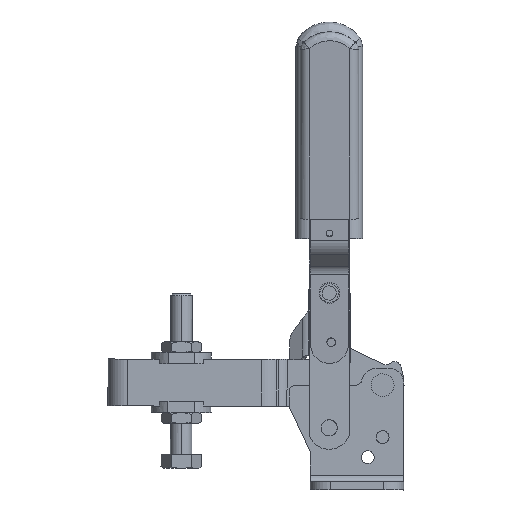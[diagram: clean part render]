
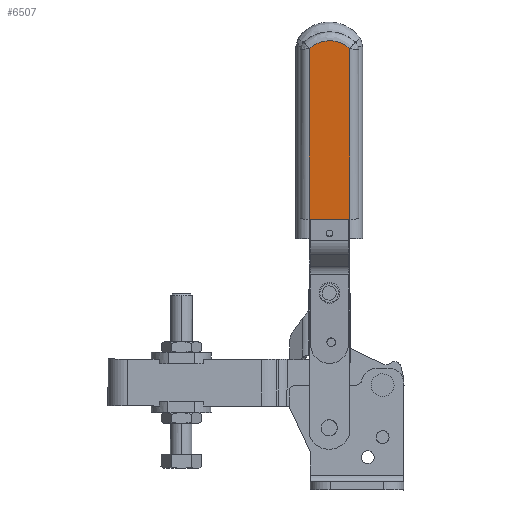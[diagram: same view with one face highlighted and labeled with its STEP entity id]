
A CAD part, front view. The second image highlights one B-rep face of the part: STEP entity #6507.
In plain terms, the highlighted face is planar.
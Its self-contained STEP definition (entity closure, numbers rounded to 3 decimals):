
#16 = PLANE ( 'NONE',  #2600 ) ;
#444 = CARTESIAN_POINT ( 'NONE',  ( 312.778, 160.977, 77.162 ) ) ;
#497 = CARTESIAN_POINT ( 'NONE',  ( 306.599, 160.977, 77.823 ) ) ;
#567 = CARTESIAN_POINT ( 'NONE',  ( 302.717, 160.977, 76.315 ) ) ;
#1262 = FACE_OUTER_BOUND ( 'NONE', #10082, .T. ) ;
#1345 = CARTESIAN_POINT ( 'NONE',  ( 316.067, 160.977, 11. ) ) ;
#1477 = CARTESIAN_POINT ( 'NONE',  ( 316.067, 160.977, 11. ) ) ;
#1739 = CARTESIAN_POINT ( 'NONE',  ( 315.011, 160.977, 75.918 ) ) ;
#1795 = CARTESIAN_POINT ( 'NONE',  ( 311.911, 160.977, 77.49 ) ) ;
#1853 = CARTESIAN_POINT ( 'NONE',  ( 306.075, 160.977, 77.72 ) ) ;
#1895 = CARTESIAN_POINT ( 'NONE',  ( 302.627, 160.977, 76.258 ) ) ;
#2144 = CARTESIAN_POINT ( 'NONE',  ( 316.067, 160.977, 75.047 ) ) ;
#2568 = CARTESIAN_POINT ( 'NONE',  ( 301.067, 160.977, 75.047 ) ) ;
#2600 = AXIS2_PLACEMENT_3D ( 'NONE', #2734, #12278, #4112 ) ;
#2734 = CARTESIAN_POINT ( 'NONE',  ( 316.067, 160.977, 0. ) ) ;
#2799 = LINE ( 'NONE', #14368, #13231 ) ;
#3112 = CARTESIAN_POINT ( 'NONE',  ( 314.678, 160.977, 76.146 ) ) ;
#3164 = CARTESIAN_POINT ( 'NONE',  ( 311.058, 160.977, 77.715 ) ) ;
#3217 = CARTESIAN_POINT ( 'NONE',  ( 304.975, 160.977, 77.4 ) ) ;
#3277 = CARTESIAN_POINT ( 'NONE',  ( 302.048, 160.977, 75.884 ) ) ;
#3874 = ORIENTED_EDGE ( 'NONE', *, *, #17392, .T. ) ;
#4112 = DIRECTION ( 'NONE',  ( 1., 0., 0. ) ) ;
#4483 = CARTESIAN_POINT ( 'NONE',  ( 314.579, 160.977, 76.212 ) ) ;
#4537 = CARTESIAN_POINT ( 'NONE',  ( 310.801, 160.977, 77.771 ) ) ;
#4606 = CARTESIAN_POINT ( 'NONE',  ( 304.562, 160.977, 77.245 ) ) ;
#4654 = VECTOR ( 'NONE', #10997, 1000. ) ;
#4656 = CARTESIAN_POINT ( 'NONE',  ( 301.067, 160.977, 75.047 ) ) ;
#5055 = VERTEX_POINT ( 'NONE', #1345 ) ;
#5850 = CARTESIAN_POINT ( 'NONE',  ( 313.816, 160.977, 76.677 ) ) ;
#5902 = CARTESIAN_POINT ( 'NONE',  ( 309.289, 160.977, 78. ) ) ;
#5952 = CARTESIAN_POINT ( 'NONE',  ( 304.437, 160.977, 77.195 ) ) ;
#6043 = LINE ( 'NONE', #8342, #15801 ) ;
#6202 = DIRECTION ( 'NONE',  ( 0., 0., -1. ) ) ;
#6507 = ADVANCED_FACE ( 'NONE', ( #1262 ), #16, .T. ) ;
#6986 = DIRECTION ( 'NONE',  ( 0., 0., 1. ) ) ;
#7153 = CARTESIAN_POINT ( 'NONE',  ( 316.067, 160.977, 75.047 ) ) ;
#7204 = CARTESIAN_POINT ( 'NONE',  ( 313.012, 160.977, 77.063 ) ) ;
#7258 = CARTESIAN_POINT ( 'NONE',  ( 307.668, 160.977, 77.974 ) ) ;
#7298 = ORIENTED_EDGE ( 'NONE', *, *, #11693, .T. ) ;
#7313 = CARTESIAN_POINT ( 'NONE',  ( 303.619, 160.977, 76.835 ) ) ;
#8342 = CARTESIAN_POINT ( 'NONE',  ( 316.067, 160.977, 0. ) ) ;
#8568 = CARTESIAN_POINT ( 'NONE',  ( 312.816, 160.977, 77.146 ) ) ;
#8630 = CARTESIAN_POINT ( 'NONE',  ( 306.777, 160.977, 77.854 ) ) ;
#8686 = CARTESIAN_POINT ( 'NONE',  ( 302.844, 160.977, 76.394 ) ) ;
#8880 = VERTEX_POINT ( 'NONE', #2568 ) ;
#9432 = ORIENTED_EDGE ( 'NONE', *, *, #13550, .F. ) ;
#9540 = B_SPLINE_CURVE_WITH_KNOTS ( 'NONE', 3,
 ( #7153, #15345, #9887, #1739, #11271, #3112, #12634, #4483, #14009, #5850, #15387, #7204, #16761, #8568, #444, #9945, #1795, #11327, #3164, #12697, #4537, #14061, #5902, #15446, #7258, #16822, #8630, #497, #9998, #1853, #11384, #3217, #12747, #4606, #14116, #5952, #15505, #7313, #16872, #8686, #567, #10050, #1895, #11446, #3277, #12801, #4656 ),
 .UNSPECIFIED., .F., .F.,
 ( 4, 1, 1, 1, 2, 2, 1, 1, 1, 2, 2, 1, 1, 2, 2, 2, 1, 1, 2, 2, 1, 1, 1, 2, 2, 1, 1, 1, 1, 2, 2, 4 ),
 ( 0., 0.062, 0.094, 0.109, 0.117, 0.125, 0.187, 0.219, 0.234, 0.242, 0.25, 0.312, 0.344, 0.359, 0.375, 0.5, 0.562, 0.594, 0.609, 0.625, 0.687, 0.719, 0.734, 0.742, 0.75, 0.812, 0.844, 0.859, 0.867, 0.871, 0.875, 1. ),
 .UNSPECIFIED. ) ;
#9657 = VERTEX_POINT ( 'NONE', #10774 ) ;
#9887 = CARTESIAN_POINT ( 'NONE',  ( 315.463, 160.977, 75.581 ) ) ;
#9945 = CARTESIAN_POINT ( 'NONE',  ( 312.41, 160.977, 77.313 ) ) ;
#9998 = CARTESIAN_POINT ( 'NONE',  ( 306.509, 160.977, 77.806 ) ) ;
#10050 = CARTESIAN_POINT ( 'NONE',  ( 302.663, 160.977, 76.281 ) ) ;
#10082 = EDGE_LOOP ( 'NONE', ( #9432, #3874, #17138, #7298 ) ) ;
#10299 = EDGE_CURVE ( 'NONE', #17073, #8880, #9540, .T. ) ;
#10774 = CARTESIAN_POINT ( 'NONE',  ( 301.067, 160.977, 11. ) ) ;
#10997 = DIRECTION ( 'NONE',  ( -1., 0., 0. ) ) ;
#11271 = CARTESIAN_POINT ( 'NONE',  ( 314.779, 160.977, 76.079 ) ) ;
#11327 = CARTESIAN_POINT ( 'NONE',  ( 311.316, 160.977, 77.654 ) ) ;
#11384 = CARTESIAN_POINT ( 'NONE',  ( 305.562, 160.977, 77.592 ) ) ;
#11446 = CARTESIAN_POINT ( 'NONE',  ( 302.608, 160.977, 76.246 ) ) ;
#11693 = EDGE_CURVE ( 'NONE', #8880, #9657, #2799, .T. ) ;
#12278 = DIRECTION ( 'NONE',  ( 0., -1., 0. ) ) ;
#12634 = CARTESIAN_POINT ( 'NONE',  ( 314.611, 160.977, 76.191 ) ) ;
#12697 = CARTESIAN_POINT ( 'NONE',  ( 310.886, 160.977, 77.753 ) ) ;
#12747 = CARTESIAN_POINT ( 'NONE',  ( 304.685, 160.977, 77.293 ) ) ;
#12801 = CARTESIAN_POINT ( 'NONE',  ( 301.54, 160.977, 75.488 ) ) ;
#13231 = VECTOR ( 'NONE', #6202, 1000. ) ;
#13550 = EDGE_CURVE ( 'NONE', #5055, #9657, #15111, .T. ) ;
#14009 = CARTESIAN_POINT ( 'NONE',  ( 314.257, 160.977, 76.42 ) ) ;
#14061 = CARTESIAN_POINT ( 'NONE',  ( 310.004, 160.977, 77.93 ) ) ;
#14116 = CARTESIAN_POINT ( 'NONE',  ( 304.479, 160.977, 77.212 ) ) ;
#14368 = CARTESIAN_POINT ( 'NONE',  ( 301.067, 160.977, 0. ) ) ;
#15111 = LINE ( 'NONE', #1477, #4654 ) ;
#15345 = CARTESIAN_POINT ( 'NONE',  ( 315.831, 160.977, 75.267 ) ) ;
#15387 = CARTESIAN_POINT ( 'NONE',  ( 313.283, 160.977, 76.94 ) ) ;
#15446 = CARTESIAN_POINT ( 'NONE',  ( 308.206, 160.977, 78. ) ) ;
#15505 = CARTESIAN_POINT ( 'NONE',  ( 304.082, 160.977, 77.05 ) ) ;
#15801 = VECTOR ( 'NONE', #6986, 1000. ) ;
#16761 = CARTESIAN_POINT ( 'NONE',  ( 312.894, 160.977, 77.113 ) ) ;
#16822 = CARTESIAN_POINT ( 'NONE',  ( 307.044, 160.977, 77.897 ) ) ;
#16872 = CARTESIAN_POINT ( 'NONE',  ( 303.099, 160.977, 76.547 ) ) ;
#17073 = VERTEX_POINT ( 'NONE', #2144 ) ;
#17138 = ORIENTED_EDGE ( 'NONE', *, *, #10299, .T. ) ;
#17392 = EDGE_CURVE ( 'NONE', #5055, #17073, #6043, .T. ) ;
